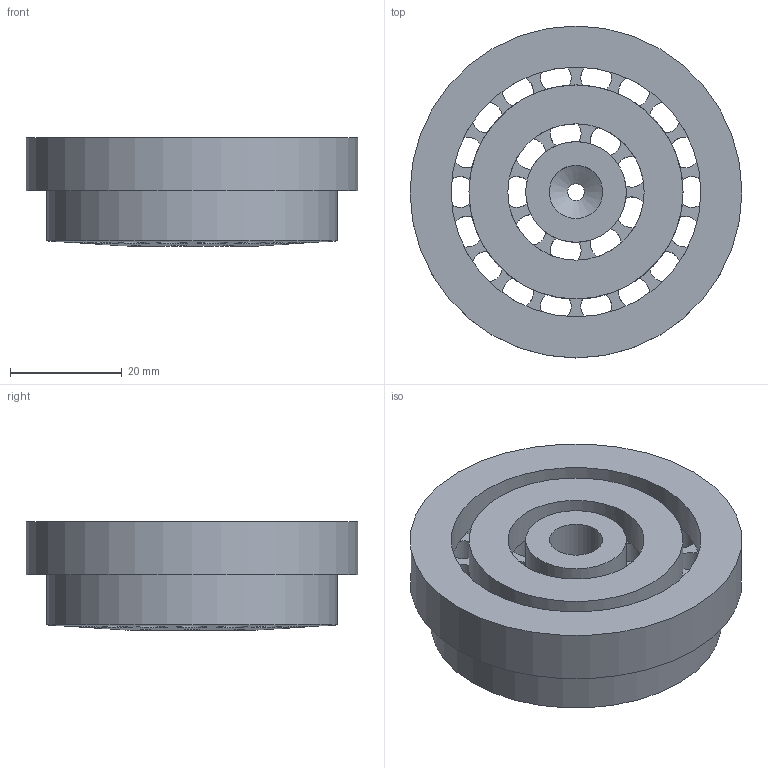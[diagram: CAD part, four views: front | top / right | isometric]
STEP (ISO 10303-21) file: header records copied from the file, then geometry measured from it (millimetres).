
FILE_DESCRIPTION(/* description */ (''),/* implementation_level */ '2;1');
FILE_NAME(/* name */ '2351.stp',/* time_stamp */ '2020-06-20T15:54:21+03:00',/* author */ (''),/* organization */ (''),/* preprocessor_version */ 'ST-DEVELOPER v16',/* originating_system */ 'SIEMENS PLM Software NX 11.0',/* authorisation */ '');
FILE_SCHEMA (('AP203_CONFIGURATION_CONTROLLED_3D_DESIGN_OF_MECHANICAL_PARTS_AND_ASSEMBLIES_MIM_LF { 1 0 10303 403 2 1 2}'));
Length unit declared in the file: millimetre
Products named in the file (1): 2351
Bounding box: 59.4 x 59.4 x 19.5 mm (x, y, z)
Volume: 33185.9 mm3; surface area: 16828.8 mm2
Topology: 1 solids, 1 shells, 123 faces, 346 edges, 191 vertices
Faces by surface type: plane 86, cylinder 35, cone 2
Full cylindrical faces by diameter (mm): 3 x1, 5.5 x27, 9.525 x1, 18 x1, 24.4 x1, 38.3 x1, 44.7 x1, 52 x1, 59.4 x1
Entity records: 4917 total; most frequent: CARTESIAN_POINT 1849, DIRECTION 740, ORIENTED_EDGE 546, AXIS2_PLACEMENT_3D 370, EDGE_CURVE 273, CIRCLE 246, EDGE_LOOP 183, VERTEX_POINT 156
